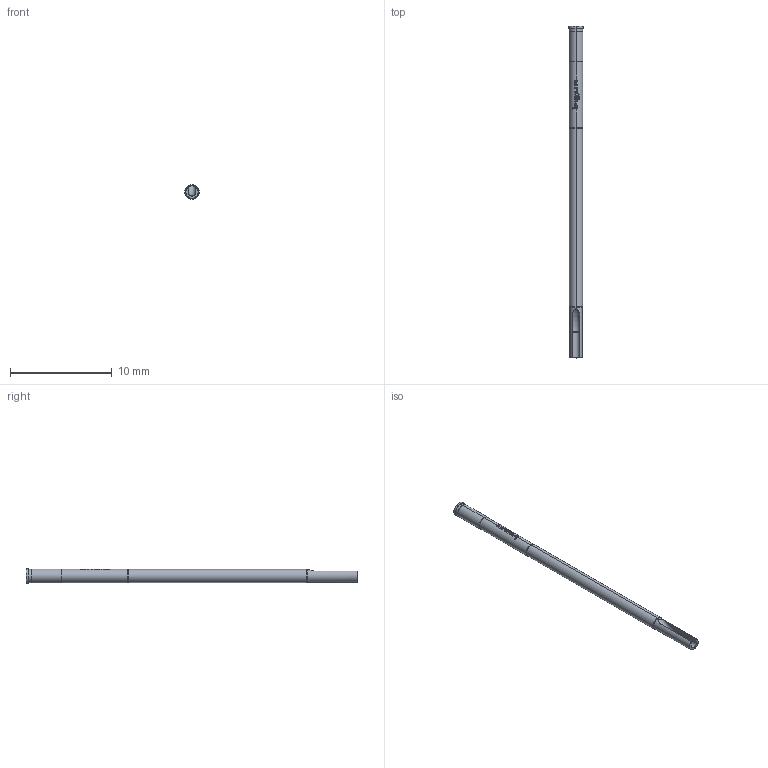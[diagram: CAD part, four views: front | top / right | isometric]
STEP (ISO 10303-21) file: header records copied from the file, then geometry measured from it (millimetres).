
FILE_DESCRIPTION (( 'STEP AP203' ), '1' );
FILE_NAME ('INGUN_KS-075_30_M-R.STEP', '2022-02-09T05:08:11', ( 'ochi' ), ( '' ), 'SwSTEP 2.0', 'SolidWorks 2018', '' );
FILE_SCHEMA (( 'CONFIG_CONTROL_DESIGN' ));
Length unit declared in the file: millimetre
Products named in the file (1): INGUN_KS-075_30_M-R
Bounding box: 1.45 x 32.7 x 1.45 mm (x, y, z)
Volume: 40.7 mm3; surface area: 141.8 mm2
Topology: 1 solids, 1 shells, 108 faces, 298 edges, 196 vertices
Faces by surface type: plane 48, cylinder 32, bspline 22, cone 4, torus 2
Entity records: 3827 total; most frequent: CARTESIAN_POINT 1134, ORIENTED_EDGE 596, DIRECTION 489, EDGE_CURVE 298, VERTEX_POINT 196, AXIS2_PLACEMENT_3D 194, EDGE_LOOP 112, FACE_OUTER_BOUND 108
